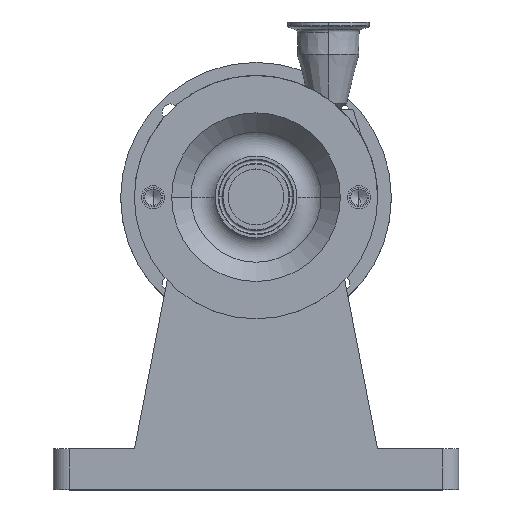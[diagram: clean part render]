
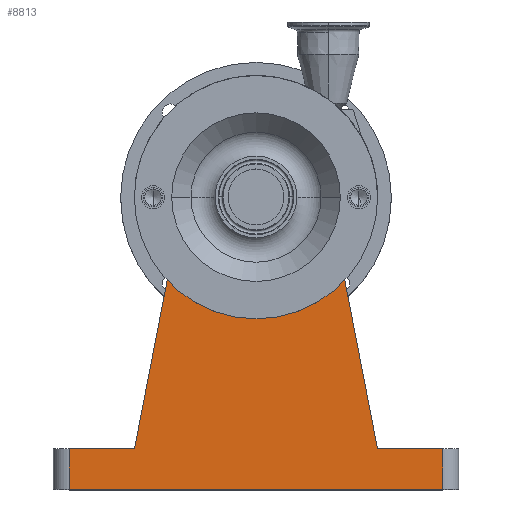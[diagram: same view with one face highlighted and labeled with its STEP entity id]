
A CAD part, top view. The second image highlights one B-rep face of the part: STEP entity #8813.
In plain terms, the highlighted planar face has unit normal (0, 0, 1).
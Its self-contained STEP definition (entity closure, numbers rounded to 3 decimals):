
#2643 = CARTESIAN_POINT ( 'NONE',  ( -47.697, -15., 125. ) ) ;
#2684 = CIRCLE ( 'NONE', #2708, 50. ) ;
#2693 = CARTESIAN_POINT ( 'NONE',  ( 0., 0., 125. ) ) ;
#2706 = DIRECTION ( 'NONE',  ( 1., 0., 0. ) ) ;
#2707 = DIRECTION ( 'NONE',  ( 0., 0., -1. ) ) ;
#2708 = AXIS2_PLACEMENT_3D ( 'NONE', #2693, #2707, #2706 ) ;
#2762 = CARTESIAN_POINT ( 'NONE',  ( 47.697, -15., 125. ) ) ;
#5500 = DIRECTION ( 'NONE',  ( 0., 1., 0. ) ) ;
#5503 = VECTOR ( 'NONE', #5500, 1000. ) ;
#5504 = CARTESIAN_POINT ( 'NONE',  ( 115., -155., 125. ) ) ;
#5505 = LINE ( 'NONE', #5504, #5503 ) ;
#5522 = CARTESIAN_POINT ( 'NONE',  ( 115., -180., 125. ) ) ;
#5536 = CARTESIAN_POINT ( 'NONE',  ( -115., -180., 125. ) ) ;
#5541 = CARTESIAN_POINT ( 'NONE',  ( -115., -155., 125. ) ) ;
#5546 = DIRECTION ( 'NONE',  ( 0., -1., 0. ) ) ;
#5547 = VECTOR ( 'NONE', #5546, 1000. ) ;
#5550 = LINE ( 'NONE', #5541, #5547 ) ;
#5563 = CARTESIAN_POINT ( 'NONE',  ( 115., -155., 125. ) ) ;
#5590 = CARTESIAN_POINT ( 'NONE',  ( -115., -155., 125. ) ) ;
#5591 = DIRECTION ( 'NONE',  ( 1., 0., 0. ) ) ;
#5592 = VECTOR ( 'NONE', #5591, 1000. ) ;
#5593 = CARTESIAN_POINT ( 'NONE',  ( 125., -180., 125. ) ) ;
#5594 = LINE ( 'NONE', #5593, #5592 ) ;
#5611 = CARTESIAN_POINT ( 'NONE',  ( -74.91, -155., 125. ) ) ;
#5630 = DIRECTION ( 'NONE',  ( 1., 0., 0. ) ) ;
#5631 = VECTOR ( 'NONE', #5630, 1000. ) ;
#5632 = CARTESIAN_POINT ( 'NONE',  ( 125., -155., 125. ) ) ;
#5633 = LINE ( 'NONE', #5632, #5631 ) ;
#5661 = DIRECTION ( 'NONE',  ( 1., 0., 0. ) ) ;
#5662 = VECTOR ( 'NONE', #5661, 1000. ) ;
#5663 = CARTESIAN_POINT ( 'NONE',  ( 125., -155., 125. ) ) ;
#5665 = DIRECTION ( 'NONE',  ( 0., 0., -1. ) ) ;
#5666 = CARTESIAN_POINT ( 'NONE',  ( 125., -155., 125. ) ) ;
#5670 = LINE ( 'NONE', #5663, #5662 ) ;
#5671 = PLANE ( 'NONE',  #5673 ) ;
#5673 = AXIS2_PLACEMENT_3D ( 'NONE', #5666, #5665, #5710 ) ;
#5685 = CARTESIAN_POINT ( 'NONE',  ( 74.91, -155., 125. ) ) ;
#5699 = DIRECTION ( 'NONE',  ( -0.191, 0.982, 0. ) ) ;
#5700 = VECTOR ( 'NONE', #5699, 1000. ) ;
#5702 = CARTESIAN_POINT ( 'NONE',  ( 74.91, -155., 125. ) ) ;
#5703 = LINE ( 'NONE', #5702, #5700 ) ;
#5710 = DIRECTION ( 'NONE',  ( -1., 0., 0. ) ) ;
#5715 = FACE_OUTER_BOUND ( 'NONE', #8834, .T. ) ;
#5790 = DIRECTION ( 'NONE',  ( -0.191, -0.982, 0. ) ) ;
#5791 = VECTOR ( 'NONE', #5790, 1000. ) ;
#5792 = CARTESIAN_POINT ( 'NONE',  ( -47.697, -15., 125. ) ) ;
#5793 = LINE ( 'NONE', #5792, #5791 ) ;
#6875 = VERTEX_POINT ( 'NONE', #2643 ) ;
#6884 = EDGE_CURVE ( 'NONE', #6895, #6875, #2684, .T. ) ;
#6895 = VERTEX_POINT ( 'NONE', #2762 ) ;
#8607 = VERTEX_POINT ( 'NONE', #5522 ) ;
#8620 = EDGE_CURVE ( 'NONE', #8607, #8630, #5505, .T. ) ;
#8630 = VERTEX_POINT ( 'NONE', #5563 ) ;
#8672 = EDGE_CURVE ( 'NONE', #8704, #8674, #5550, .T. ) ;
#8674 = VERTEX_POINT ( 'NONE', #5536 ) ;
#8683 = EDGE_CURVE ( 'NONE', #8674, #8607, #5594, .T. ) ;
#8704 = VERTEX_POINT ( 'NONE', #5590 ) ;
#8743 = VERTEX_POINT ( 'NONE', #5611 ) ;
#8782 = EDGE_CURVE ( 'NONE', #8704, #8743, #5633, .T. ) ;
#8803 = EDGE_CURVE ( 'NONE', #8804, #8630, #5670, .T. ) ;
#8804 = VERTEX_POINT ( 'NONE', #5685 ) ;
#8813 = ADVANCED_FACE ( 'NONE', ( #5715 ), #5671, .F. ) ;
#8819 = EDGE_CURVE ( 'NONE', #8804, #6895, #5703, .T. ) ;
#8820 = ORIENTED_EDGE ( 'NONE', *, *, #8620, .T. ) ;
#8833 = ORIENTED_EDGE ( 'NONE', *, *, #8819, .T. ) ;
#8834 = EDGE_LOOP ( 'NONE', ( #8840, #8839, #8838, #8820, #8846, #8833, #8861, #8865 ) ) ;
#8838 = ORIENTED_EDGE ( 'NONE', *, *, #8683, .T. ) ;
#8839 = ORIENTED_EDGE ( 'NONE', *, *, #8672, .T. ) ;
#8840 = ORIENTED_EDGE ( 'NONE', *, *, #8782, .F. ) ;
#8846 = ORIENTED_EDGE ( 'NONE', *, *, #8803, .F. ) ;
#8850 = EDGE_CURVE ( 'NONE', #6875, #8743, #5793, .T. ) ;
#8861 = ORIENTED_EDGE ( 'NONE', *, *, #6884, .T. ) ;
#8865 = ORIENTED_EDGE ( 'NONE', *, *, #8850, .T. ) ;
